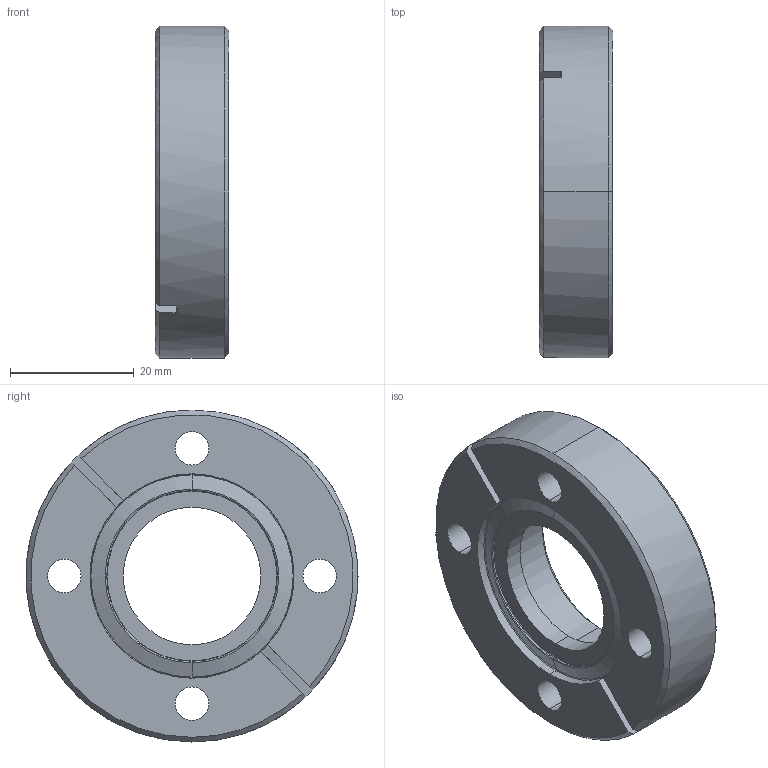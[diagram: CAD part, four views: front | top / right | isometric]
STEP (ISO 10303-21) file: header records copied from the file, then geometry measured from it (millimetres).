
FILE_DESCRIPTION (( 'STEP AP203' ), '1' );
FILE_NAME ('130007_C.STEP', '2024-03-18T04:44:42', ( '' ), ( '' ), 'SwSTEP 2.0', 'SolidWorks 2022', '' );
FILE_SCHEMA (( 'CONFIG_CONTROL_DESIGN' ));
Length unit declared in the file: inch
Products named in the file (1): 130007_C
Bounding box: 11.94 x 53.64 x 53.64 mm (x, y, z)
Volume: 19490.1 mm3; surface area: 7329.8 mm2
Topology: 1 solids, 1 shells, 46 faces, 112 edges, 69 vertices
Faces by surface type: cylinder 20, cone 9, plane 9, torus 8
Entity records: 1474 total; most frequent: DIRECTION 265, CARTESIAN_POINT 252, ORIENTED_EDGE 224, AXIS2_PLACEMENT_3D 114, EDGE_CURVE 112, VERTEX_POINT 69, CIRCLE 67, EDGE_LOOP 57
